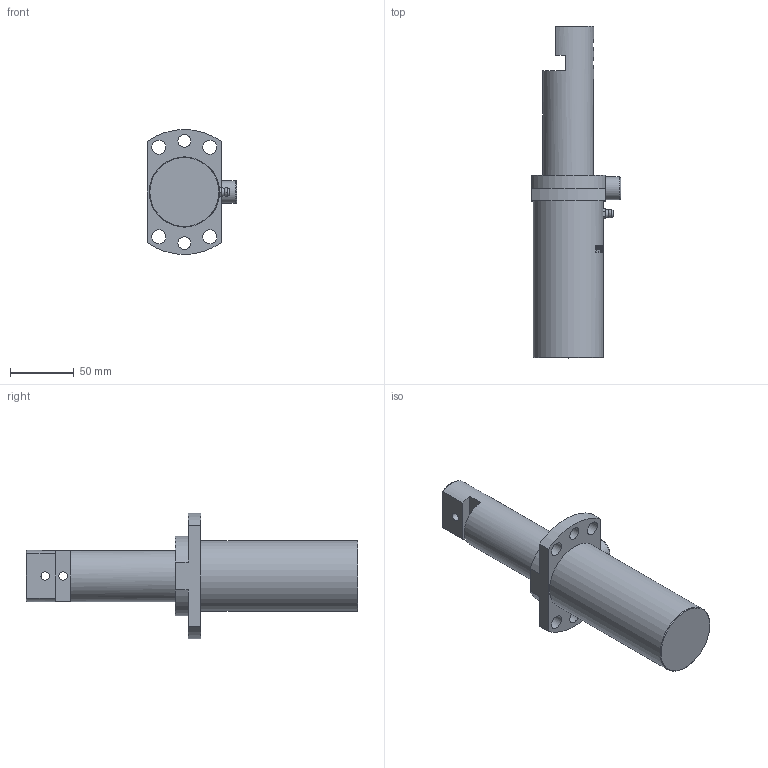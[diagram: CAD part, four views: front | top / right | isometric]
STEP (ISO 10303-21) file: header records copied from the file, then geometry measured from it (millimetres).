
FILE_DESCRIPTION(/* description */ (''),/* implementation_level */ '2;1');
FILE_NAME(/* name */ 'PNFA-01-080.stp',/* time_stamp */ '2024-12-03T14:52:22-03:00',/* author */ ('filippi'),/* organization */ (''),/* preprocessor_version */ 'ST-DEVELOPER v19',/* originating_system */ 'Autodesk Inventor 2023',/* authorisation */ '');
FILE_SCHEMA (('AUTOMOTIVE_DESIGN { 1 0 10303 214 3 1 1 }'));
Length unit declared in the file: millimetre
Products named in the file (5): PNFA-01-080; CORPO-PNFA-01-080; HASTE-PNFA-01-080; DIN 912 - M12 x 1.75 x 20 x 15.625; JIS B 1575 - M 6 x 1 F
Assembly tree (4 placements, depth 2):
  PNFA-01-080
    CORPO-PNFA-01-080
    HASTE-PNFA-01-080
    DIN 912 - M12 x 1.75 x 20 x 15.625
    JIS B 1575 - M 6 x 1 F
Bounding box: 70 x 260 x 98 mm (x, y, z)
Volume: 401147 mm3; surface area: 69132.8 mm2
Topology: 4 solids, 4 shells, 374 faces, 961 edges, 636 vertices
Faces by surface type: plane 169, bspline 136, cylinder 44, cone 20, torus 4, sphere 1
Full cylindrical faces by diameter (mm): 3 x2, 6 x2, 6.6 x2, 9 x1, 10 x2, 10.106 x1, 11 x6, 12 x1, 18 x1, 40 x2, 55 x1
Entity records: 14092 total; most frequent: CARTESIAN_POINT 5321, ORIENTED_EDGE 1914, DIRECTION 1277, EDGE_CURVE 957, VERTEX_POINT 636, LINE 493, VECTOR 493, EDGE_LOOP 437
